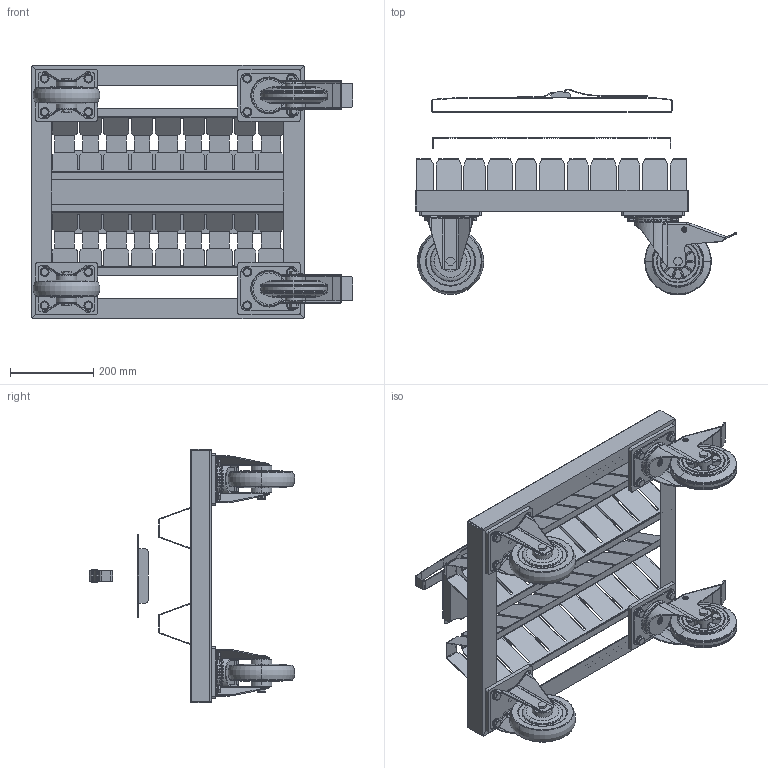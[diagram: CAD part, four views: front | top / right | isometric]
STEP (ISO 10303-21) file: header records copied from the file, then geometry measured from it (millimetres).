
FILE_DESCRIPTION (( 'STEP AP203' ), '1' );
FILE_NAME ('T54266.STEP', '2018-08-01T14:09:44', ( '' ), ( '' ), 'SwSTEP 2.0', 'SolidWorks 2016', '' );
FILE_SCHEMA (( 'CONFIG_CONTROL_DESIGN' ));
Length unit declared in the file: millimetre
Products named in the file (14): Single Coil Rectangular Section Spring Washer_Doughty Fastners_Rectangular section spring washer BS 4464 - 10 (Type B); TH3934; TH3937; S3674_PLATE ROTATED; S3631; Hex Screw GradeC_Doughty Fastners_BS EN 24018 - M10 x 16-WS; TH3938; T54266; TH3939; TH3935; TH3933; B Washer_Bright washer BS 4320 - M10 (Form B); S3643; TH3936
Assembly tree (67 placements, depth 3):
  T54266
    TH3933
      TH3935  x2
      TH3936  x2
      TH3938  x4
      TH3934  x2
      TH3937  x2
    S3674_PLATE ROTATED  x2
    S3631  x2
    B Washer_Bright washer BS 4320 - M10 (Form B)  x16
    Single Coil Rectangular Section Spring Washer_Doughty Fastners_Rectangular section spring washer BS 4464 - 10 (Type B)  x16
    Hex Screw GradeC_Doughty Fastners_BS EN 24018 - M10 x 16-WS  x16
    TH3939
    S3643
Bounding box: 773.46 x 494.09 x 610 mm (x, y, z)
Volume: 5539839.2 mm3; surface area: 2608577.3 mm2
Topology: 76 solids, 78 shells, 3830 faces, 9477 edges, 5838 vertices
Faces by surface type: cylinder 1249, plane 1226, cone 844, torus 310, bspline 189, sphere 12
Entity records: 43572 total; most frequent: CARTESIAN_POINT 10989, ORIENTED_EDGE 6274, DIRECTION 6272, EDGE_CURVE 3137, AXIS2_PLACEMENT_3D 2316, VERTEX_POINT 1923, LINE 1640, VECTOR 1640
